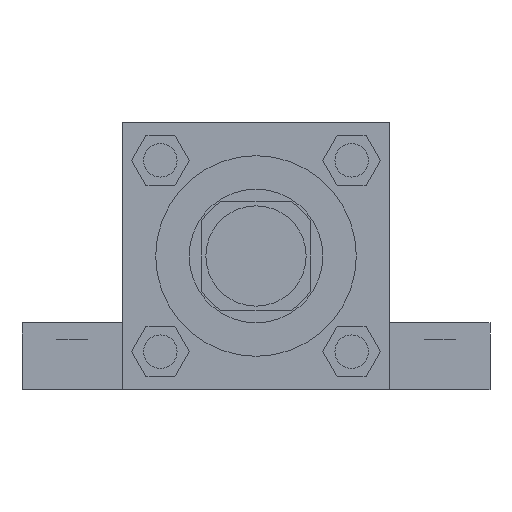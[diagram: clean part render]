
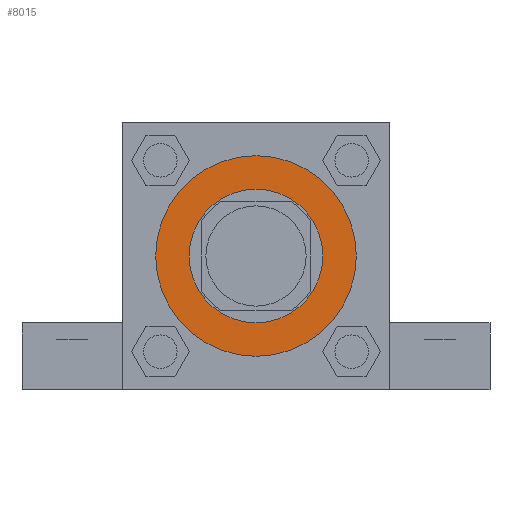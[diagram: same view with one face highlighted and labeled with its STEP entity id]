
A CAD part, front view. The second image highlights one B-rep face of the part: STEP entity #8015.
In plain terms, the highlighted face is planar.
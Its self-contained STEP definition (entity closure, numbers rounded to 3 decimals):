
#131=EDGE_CURVE('',#137,#137,#132,.T.);
#132=CIRCLE('',#133,12.7);
#133=AXIS2_PLACEMENT_3D('',#134,#135,#136);
#134=CARTESIAN_POINT('',(0.,12.7,0.));
#135=DIRECTION('',(0.,1.,0.));
#136=DIRECTION('',(1.,0.,0.));
#137=VERTEX_POINT('',#138);
#138=CARTESIAN_POINT('',(12.7,12.7,0.));
#400=FACE_OUTER_BOUND('',#402,.T.);
#401=FACE_BOUND('',#403,.T.);
#402=EDGE_LOOP('',(#404));
#403=EDGE_LOOP('',(#413));
#404=ORIENTED_EDGE('',*,*,#405,.F.);
#405=EDGE_CURVE('',#411,#411,#406,.T.);
#406=CIRCLE('',#407,19.05);
#407=AXIS2_PLACEMENT_3D('',#408,#409,#410);
#408=CARTESIAN_POINT('',(0.,12.7,0.));
#409=DIRECTION('',(0.,1.,0.));
#410=DIRECTION('',(1.,0.,0.));
#411=VERTEX_POINT('',#412);
#412=CARTESIAN_POINT('',(19.05,12.7,0.));
#413=ORIENTED_EDGE('',*,*,#131,.T.);
#414=PLANE('',#415);
#415=AXIS2_PLACEMENT_3D('',#416,#417,#418);
#416=CARTESIAN_POINT('',(0.,12.7,0.));
#417=DIRECTION('',(0.,1.,0.));
#418=DIRECTION('',(0.,0.,1.));
#8015=ADVANCED_FACE('',(#400,#401),#414,.F.);
